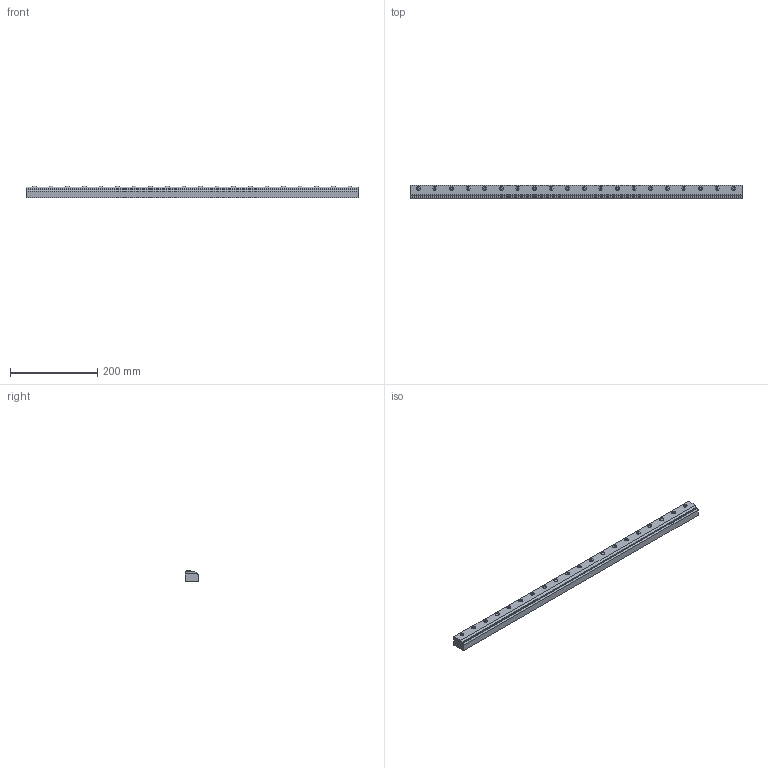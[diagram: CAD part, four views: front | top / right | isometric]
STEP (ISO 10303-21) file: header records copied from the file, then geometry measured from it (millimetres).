
FILE_DESCRIPTION((''),'2;1');
FILE_NAME('2630SS.stp','2012-04-18T12:55:01',('benzil estridge'),(''),'Autodesk Inventor 2012','Autodesk Inventor 2012','');
FILE_SCHEMA(('AUTOMOTIVE_DESIGN { 1 0 10303 214 1 1 1 1 }'));
Length unit declared in the file: inch
Products named in the file (23): Assembly27; Part537; Part539; Part541; Part543; Part545; Part547; Part549; Part551; Part553; Part555; Part557; Part559; Part561; Part563; Part565; Part567; Part569; Part571; Part573; Part575; Part577; Part579
Assembly tree (22 placements, depth 2):
  Assembly27
    Part537
    Part539
    Part541
    Part543
    Part545
    Part547
    Part549
    Part551
    Part553
    Part555
    Part557
    Part559
    Part561
    Part563
    Part565
    Part567
    Part569
    Part571
    Part573
    Part575
    Part577
    Part579
Bounding box: 762 x 30.48 x 26.85 mm (x, y, z)
Volume: 526288.3 mm3; surface area: 136949.1 mm2
Topology: 22 solids, 22 shells, 342 faces, 746 edges, 490 vertices
Faces by surface type: plane 215, cylinder 83, cone 24, bspline 20
Full cylindrical faces by diameter (mm): 4.826 x60, 9.169 x20, 11.112 x1, 11.113 x1
Entity records: 10184 total; most frequent: CARTESIAN_POINT 2333, DIRECTION 1542, ORIENTED_EDGE 1196, EDGE_CURVE 598, EDGE_LOOP 590, AXIS2_PLACEMENT_3D 577, VERTEX_POINT 468, VECTOR 388
